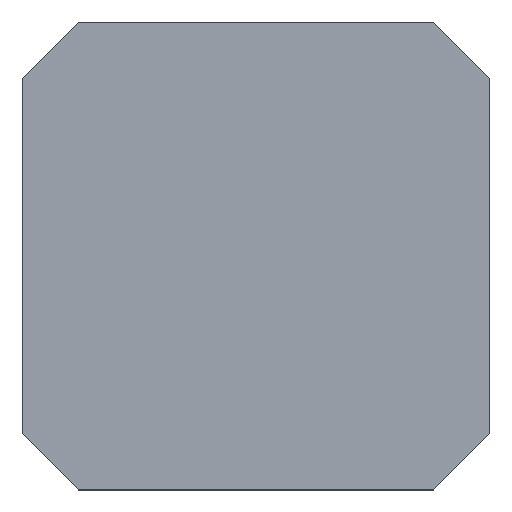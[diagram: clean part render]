
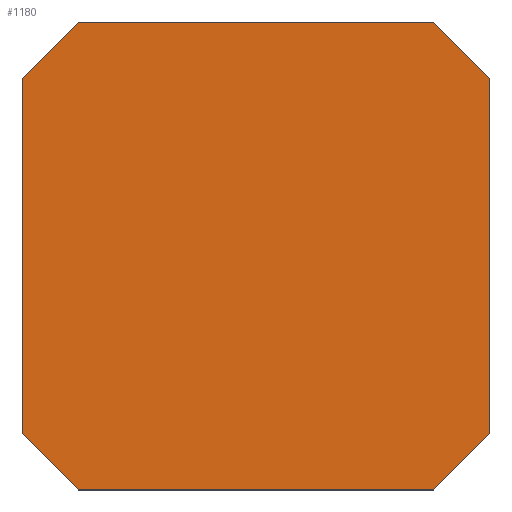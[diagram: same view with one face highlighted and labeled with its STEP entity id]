
A CAD part, top view. The second image highlights one B-rep face of the part: STEP entity #1180.
In plain terms, the highlighted face is planar.
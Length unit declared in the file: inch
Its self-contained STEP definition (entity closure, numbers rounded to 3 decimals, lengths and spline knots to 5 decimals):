
#1109=CARTESIAN_POINT('',(-16.33858,1.5748,-16.33858));
#1110=DIRECTION('',(0.0,-1.0,0.0));
#1111=DIRECTION('',(0.0,0.0,-1.0));
#1112=AXIS2_PLACEMENT_3D('',#1109,#1110,#1111);
#1113=PLANE('',#1112);
#1114=CARTESIAN_POINT('',(4.33071,1.5748,1.9685));
#1115=VERTEX_POINT('',#1114);
#1116=CARTESIAN_POINT('',(1.9685,1.5748,4.33071));
#1117=VERTEX_POINT('',#1116);
#1118=CARTESIAN_POINT('',(4.33071,1.5748,1.9685));
#1119=DIRECTION('',(-0.707,0.0,0.707));
#1120=VECTOR('',#1119,3.34066);
#1121=LINE('',#1118,#1120);
#1122=EDGE_CURVE('',#1115,#1117,#1121,.T.);
#1123=ORIENTED_EDGE('',*,*,#1122,.F.);
#1124=CARTESIAN_POINT('',(4.33071,1.5748,-12.99213));
#1125=VERTEX_POINT('',#1124);
#1126=CARTESIAN_POINT('',(4.33071,1.5748,-12.99213));
#1127=DIRECTION('',(0.0,0.0,1.0));
#1128=VECTOR('',#1127,14.96063);
#1129=LINE('',#1126,#1128);
#1130=EDGE_CURVE('',#1125,#1115,#1129,.T.);
#1131=ORIENTED_EDGE('',*,*,#1130,.F.);
#1132=CARTESIAN_POINT('',(1.9685,1.5748,-15.35433));
#1133=VERTEX_POINT('',#1132);
#1134=CARTESIAN_POINT('',(1.9685,1.5748,-15.35433));
#1135=DIRECTION('',(0.707,0.0,0.707));
#1136=VECTOR('',#1135,3.34066);
#1137=LINE('',#1134,#1136);
#1138=EDGE_CURVE('',#1133,#1125,#1137,.T.);
#1139=ORIENTED_EDGE('',*,*,#1138,.F.);
#1140=CARTESIAN_POINT('',(-12.99213,1.5748,-15.35433));
#1141=VERTEX_POINT('',#1140);
#1142=CARTESIAN_POINT('',(-12.99213,1.5748,-15.35433));
#1143=DIRECTION('',(1.0,0.0,0.0));
#1144=VECTOR('',#1143,14.96063);
#1145=LINE('',#1142,#1144);
#1146=EDGE_CURVE('',#1141,#1133,#1145,.T.);
#1147=ORIENTED_EDGE('',*,*,#1146,.F.);
#1148=CARTESIAN_POINT('',(-15.35433,1.5748,-12.99213));
#1149=VERTEX_POINT('',#1148);
#1150=CARTESIAN_POINT('',(-15.35433,1.5748,-12.99213));
#1151=DIRECTION('',(0.707,0.0,-0.707));
#1152=VECTOR('',#1151,3.34066);
#1153=LINE('',#1150,#1152);
#1154=EDGE_CURVE('',#1149,#1141,#1153,.T.);
#1155=ORIENTED_EDGE('',*,*,#1154,.F.);
#1156=CARTESIAN_POINT('',(-15.35433,1.5748,1.9685));
#1157=VERTEX_POINT('',#1156);
#1158=CARTESIAN_POINT('',(-15.35433,1.5748,1.9685));
#1159=DIRECTION('',(0.0,0.0,-1.0));
#1160=VECTOR('',#1159,14.96063);
#1161=LINE('',#1158,#1160);
#1162=EDGE_CURVE('',#1157,#1149,#1161,.T.);
#1163=ORIENTED_EDGE('',*,*,#1162,.F.);
#1164=CARTESIAN_POINT('',(-12.99213,1.5748,4.33071));
#1165=VERTEX_POINT('',#1164);
#1166=CARTESIAN_POINT('',(-12.99213,1.5748,4.33071));
#1167=DIRECTION('',(-0.707,0.0,-0.707));
#1168=VECTOR('',#1167,3.34066);
#1169=LINE('',#1166,#1168);
#1170=EDGE_CURVE('',#1165,#1157,#1169,.T.);
#1171=ORIENTED_EDGE('',*,*,#1170,.F.);
#1172=CARTESIAN_POINT('',(1.9685,1.5748,4.33071));
#1173=DIRECTION('',(-1.0,0.0,0.0));
#1174=VECTOR('',#1173,14.96063);
#1175=LINE('',#1172,#1174);
#1176=EDGE_CURVE('',#1117,#1165,#1175,.T.);
#1177=ORIENTED_EDGE('',*,*,#1176,.F.);
#1178=EDGE_LOOP('',(#1123,#1131,#1139,#1147,#1155,#1163,#1171,#1177));
#1179=FACE_OUTER_BOUND('',#1178,.T.);
#1180=ADVANCED_FACE('',(#1179),#1113,.F.);
